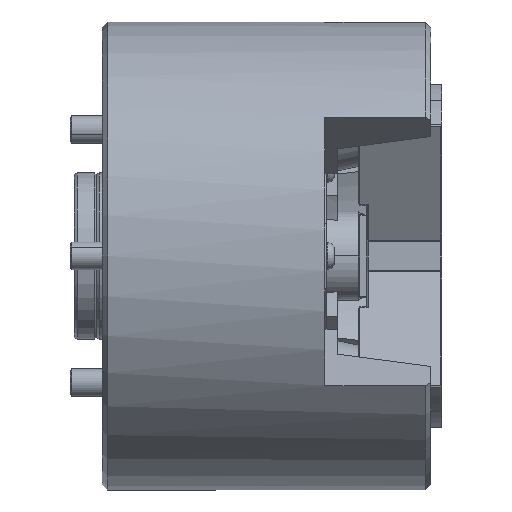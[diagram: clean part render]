
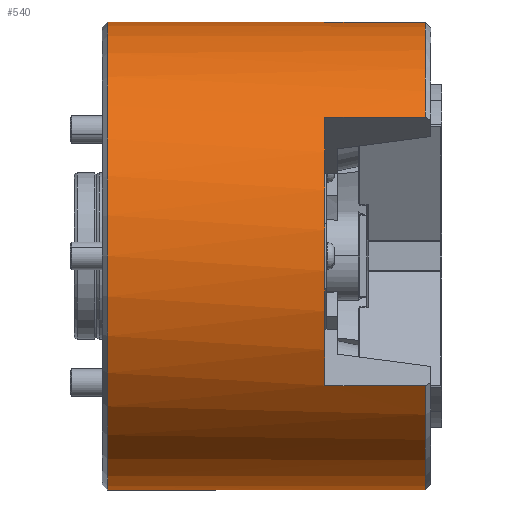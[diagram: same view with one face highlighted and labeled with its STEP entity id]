
A CAD part, front view. The second image highlights one B-rep face of the part: STEP entity #540.
In plain terms, the highlighted cylindrical face has radius 84 mm (diameter 168 mm), a partial arc.
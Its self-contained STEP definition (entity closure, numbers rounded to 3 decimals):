
#171 = AXIS2_PLACEMENT_3D ( 'NONE', #3295, #5699, #7154 ) ;
#208 = VERTEX_POINT ( 'NONE', #13640 ) ;
#445 = CIRCLE ( 'NONE', #11088, 84. ) ;
#475 = ORIENTED_EDGE ( 'NONE', *, *, #2935, .F. ) ;
#540 = ADVANCED_FACE ( 'NONE', ( #3232 ), #8722, .T. ) ;
#909 = LINE ( 'NONE', #13606, #6415 ) ;
#974 = CARTESIAN_POINT ( 'NONE',  ( 80., -69.931, -46.537 ) ) ;
#1056 = VECTOR ( 'NONE', #1448, 1000. ) ;
#1375 = CARTESIAN_POINT ( 'NONE',  ( 2., 0., 0. ) ) ;
#1448 = DIRECTION ( 'NONE',  ( 1., 0., 0. ) ) ;
#1510 = CARTESIAN_POINT ( 'NONE',  ( 80., -67.634, 49.816 ) ) ;
#1669 = EDGE_CURVE ( 'NONE', #4108, #8577, #11279, .T. ) ;
#1790 = EDGE_CURVE ( 'NONE', #2312, #208, #9897, .T. ) ;
#1821 = CARTESIAN_POINT ( 'NONE',  ( 116., 0., 0. ) ) ;
#1895 = CARTESIAN_POINT ( 'NONE',  ( 116., 0., 0. ) ) ;
#2041 = AXIS2_PLACEMENT_3D ( 'NONE', #7030, #11819, #8228 ) ;
#2076 = DIRECTION ( 'NONE',  ( 1., 0., 0. ) ) ;
#2089 = EDGE_CURVE ( 'NONE', #2232, #6589, #12164, .T. ) ;
#2165 = CARTESIAN_POINT ( 'NONE',  ( 0., 0., -84. ) ) ;
#2207 = DIRECTION ( 'NONE',  ( -1., 0., 0. ) ) ;
#2232 = VERTEX_POINT ( 'NONE', #11493 ) ;
#2312 = VERTEX_POINT ( 'NONE', #13506 ) ;
#2508 = DIRECTION ( 'NONE',  ( 0., 0., 1. ) ) ;
#2543 = VERTEX_POINT ( 'NONE', #8049 ) ;
#2581 = LINE ( 'NONE', #4890, #11344 ) ;
#2639 = ORIENTED_EDGE ( 'NONE', *, *, #10088, .T. ) ;
#2697 = DIRECTION ( 'NONE',  ( 1., 0., 0. ) ) ;
#2732 = ORIENTED_EDGE ( 'NONE', *, *, #9644, .F. ) ;
#2784 = VERTEX_POINT ( 'NONE', #9377 ) ;
#2935 = EDGE_CURVE ( 'NONE', #2784, #8763, #5784, .T. ) ;
#3004 = CARTESIAN_POINT ( 'NONE',  ( 116., -2.932, -83.949 ) ) ;
#3232 = FACE_OUTER_BOUND ( 'NONE', #7523, .T. ) ;
#3295 = CARTESIAN_POINT ( 'NONE',  ( 0., 0., 0. ) ) ;
#3554 = CARTESIAN_POINT ( 'NONE',  ( 80., -4.93, 83.855 ) ) ;
#3950 = DIRECTION ( 'NONE',  ( -1., 0., 0. ) ) ;
#4108 = VERTEX_POINT ( 'NONE', #3004 ) ;
#4126 = DIRECTION ( 'NONE',  ( -1., 0., 0. ) ) ;
#4495 = ORIENTED_EDGE ( 'NONE', *, *, #12630, .F. ) ;
#4774 = CARTESIAN_POINT ( 'NONE',  ( 80., -69.931, -46.537 ) ) ;
#4890 = CARTESIAN_POINT ( 'NONE',  ( 0., 0., 84. ) ) ;
#5132 = EDGE_CURVE ( 'NONE', #11725, #2232, #909, .T. ) ;
#5348 = VECTOR ( 'NONE', #2207, 1000. ) ;
#5699 = DIRECTION ( 'NONE',  ( -1., 0., 0. ) ) ;
#5784 = CIRCLE ( 'NONE', #9771, 84. ) ;
#5820 = EDGE_CURVE ( 'NONE', #11725, #14186, #445, .T. ) ;
#6160 = CIRCLE ( 'NONE', #7519, 84. ) ;
#6185 = ORIENTED_EDGE ( 'NONE', *, *, #5820, .F. ) ;
#6278 = ORIENTED_EDGE ( 'NONE', *, *, #1669, .T. ) ;
#6412 = LINE ( 'NONE', #14152, #9335 ) ;
#6415 = VECTOR ( 'NONE', #12496, 1000. ) ;
#6469 = ORIENTED_EDGE ( 'NONE', *, *, #10328, .F. ) ;
#6589 = VERTEX_POINT ( 'NONE', #13966 ) ;
#6899 = CARTESIAN_POINT ( 'NONE',  ( 80., 0., 0. ) ) ;
#7010 = CARTESIAN_POINT ( 'NONE',  ( 2., 0., 84. ) ) ;
#7030 = CARTESIAN_POINT ( 'NONE',  ( 80., 0., 0. ) ) ;
#7051 = EDGE_CURVE ( 'NONE', #2543, #13802, #6160, .T. ) ;
#7154 = DIRECTION ( 'NONE',  ( 0., 0., 1. ) ) ;
#7284 = LINE ( 'NONE', #4774, #1056 ) ;
#7519 = AXIS2_PLACEMENT_3D ( 'NONE', #1375, #9081, #2508 ) ;
#7523 = EDGE_LOOP ( 'NONE', ( #4495, #7633, #2639, #6278, #6469, #6185, #12568, #8996, #2732, #475, #11449, #10859 ) ) ;
#7633 = ORIENTED_EDGE ( 'NONE', *, *, #1790, .F. ) ;
#8049 = CARTESIAN_POINT ( 'NONE',  ( 2., 0., -84. ) ) ;
#8228 = DIRECTION ( 'NONE',  ( 0., 0., -1. ) ) ;
#8501 = LINE ( 'NONE', #3554, #14006 ) ;
#8577 = VERTEX_POINT ( 'NONE', #11226 ) ;
#8718 = DIRECTION ( 'NONE',  ( 1., 0., 0. ) ) ;
#8722 = CYLINDRICAL_SURFACE ( 'NONE', #171, 84. ) ;
#8763 = VERTEX_POINT ( 'NONE', #11515 ) ;
#8996 = ORIENTED_EDGE ( 'NONE', *, *, #2089, .T. ) ;
#9081 = DIRECTION ( 'NONE',  ( -1., 0., 0. ) ) ;
#9274 = CARTESIAN_POINT ( 'NONE',  ( 80., 0., 0. ) ) ;
#9335 = VECTOR ( 'NONE', #8718, 1000. ) ;
#9377 = CARTESIAN_POINT ( 'NONE',  ( 80., 0., 84. ) ) ;
#9644 = EDGE_CURVE ( 'NONE', #8763, #6589, #8501, .T. ) ;
#9672 = AXIS2_PLACEMENT_3D ( 'NONE', #1895, #3950, #12905 ) ;
#9771 = AXIS2_PLACEMENT_3D ( 'NONE', #6899, #2076, #10834 ) ;
#9897 = CIRCLE ( 'NONE', #2041, 84. ) ;
#10088 = EDGE_CURVE ( 'NONE', #2312, #4108, #6412, .T. ) ;
#10328 = EDGE_CURVE ( 'NONE', #14186, #8577, #7284, .T. ) ;
#10373 = DIRECTION ( 'NONE',  ( 0., 0., -1. ) ) ;
#10834 = DIRECTION ( 'NONE',  ( 0., 0., -1. ) ) ;
#10859 = ORIENTED_EDGE ( 'NONE', *, *, #7051, .F. ) ;
#11088 = AXIS2_PLACEMENT_3D ( 'NONE', #9274, #2697, #10373 ) ;
#11226 = CARTESIAN_POINT ( 'NONE',  ( 116., -69.931, -46.537 ) ) ;
#11279 = CIRCLE ( 'NONE', #9672, 84. ) ;
#11344 = VECTOR ( 'NONE', #12560, 1000. ) ;
#11449 = ORIENTED_EDGE ( 'NONE', *, *, #12939, .T. ) ;
#11493 = CARTESIAN_POINT ( 'NONE',  ( 116., -67.634, 49.816 ) ) ;
#11515 = CARTESIAN_POINT ( 'NONE',  ( 80., -4.93, 83.855 ) ) ;
#11725 = VERTEX_POINT ( 'NONE', #1510 ) ;
#11819 = DIRECTION ( 'NONE',  ( 1., 0., 0. ) ) ;
#11874 = LINE ( 'NONE', #2165, #5348 ) ;
#12164 = CIRCLE ( 'NONE', #13824, 84. ) ;
#12485 = DIRECTION ( 'NONE',  ( 0., 0., 1. ) ) ;
#12496 = DIRECTION ( 'NONE',  ( 1., 0., 0. ) ) ;
#12560 = DIRECTION ( 'NONE',  ( -1., 0., 0. ) ) ;
#12568 = ORIENTED_EDGE ( 'NONE', *, *, #5132, .T. ) ;
#12630 = EDGE_CURVE ( 'NONE', #208, #2543, #11874, .T. ) ;
#12905 = DIRECTION ( 'NONE',  ( 0., 0., 1. ) ) ;
#12939 = EDGE_CURVE ( 'NONE', #2784, #13802, #2581, .T. ) ;
#13404 = DIRECTION ( 'NONE',  ( 1., 0., 0. ) ) ;
#13506 = CARTESIAN_POINT ( 'NONE',  ( 80., -2.932, -83.949 ) ) ;
#13606 = CARTESIAN_POINT ( 'NONE',  ( 80., -67.634, 49.816 ) ) ;
#13640 = CARTESIAN_POINT ( 'NONE',  ( 80., 0., -84. ) ) ;
#13802 = VERTEX_POINT ( 'NONE', #7010 ) ;
#13824 = AXIS2_PLACEMENT_3D ( 'NONE', #1821, #4126, #12485 ) ;
#13966 = CARTESIAN_POINT ( 'NONE',  ( 116., -4.93, 83.855 ) ) ;
#14006 = VECTOR ( 'NONE', #13404, 1000. ) ;
#14152 = CARTESIAN_POINT ( 'NONE',  ( 80., -2.932, -83.949 ) ) ;
#14186 = VERTEX_POINT ( 'NONE', #974 ) ;
